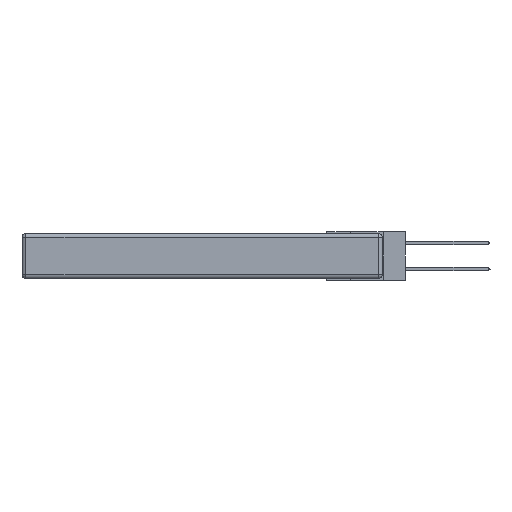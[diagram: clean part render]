
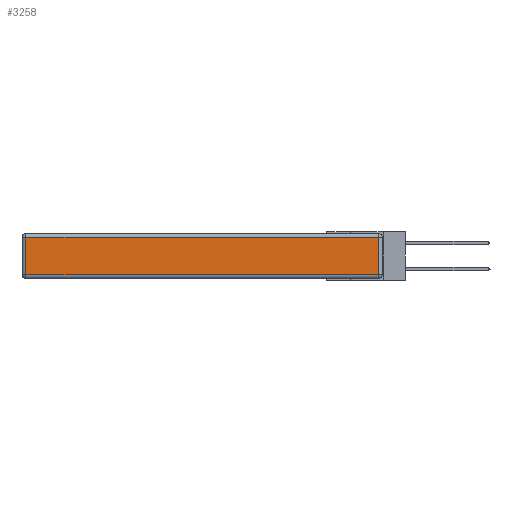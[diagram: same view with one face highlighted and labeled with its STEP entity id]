
A CAD part, left-side view. The second image highlights one B-rep face of the part: STEP entity #3258.
In plain terms, the highlighted planar face has unit normal (-1, 0, 0).
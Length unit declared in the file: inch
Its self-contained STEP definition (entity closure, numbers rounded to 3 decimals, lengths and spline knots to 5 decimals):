
#864 = CARTESIAN_POINT ( 'NONE',  ( 0., 0.03, -0.03 ) ) ;
#979 = CARTESIAN_POINT ( 'NONE',  ( 0., 2.72, -0.03 ) ) ;
#982 = DIRECTION ( 'NONE',  ( 0., 1., 0. ) ) ;
#1071 = VERTEX_POINT ( 'NONE', #979 ) ;
#1275 = DIRECTION ( 'NONE',  ( 0., 0., -1. ) ) ;
#1712 = VERTEX_POINT ( 'NONE', #864 ) ;
#1760 = AXIS2_PLACEMENT_3D ( 'NONE', #10518, #8338, #18218 ) ;
#2864 = CARTESIAN_POINT ( 'NONE',  ( 0., 2.75, -0.03 ) ) ;
#3164 = CARTESIAN_POINT ( 'NONE',  ( 0., 2.72, -0.313 ) ) ;
#3258 = ADVANCED_FACE ( 'NONE', ( #14431 ), #24120, .T. ) ;
#4186 = CARTESIAN_POINT ( 'NONE',  ( 0., 0., -0.313 ) ) ;
#5382 = VECTOR ( 'NONE', #982, 39.37008 ) ;
#5535 = ORIENTED_EDGE ( 'NONE', *, *, #16282, .T. ) ;
#5840 = EDGE_CURVE ( 'NONE', #9437, #1712, #22319, .T. ) ;
#8338 = DIRECTION ( 'NONE',  ( -1., 0., 0. ) ) ;
#8607 = VERTEX_POINT ( 'NONE', #3164 ) ;
#9437 = VERTEX_POINT ( 'NONE', #11697 ) ;
#10518 = CARTESIAN_POINT ( 'NONE',  ( 0., 0., -0.343 ) ) ;
#10815 = EDGE_CURVE ( 'NONE', #1071, #8607, #18675, .T. ) ;
#11697 = CARTESIAN_POINT ( 'NONE',  ( 0., 0.03, -0.313 ) ) ;
#14124 = VECTOR ( 'NONE', #1275, 39.37008 ) ;
#14241 = VECTOR ( 'NONE', #17721, 39.37008 ) ;
#14431 = FACE_OUTER_BOUND ( 'NONE', #25165, .T. ) ;
#15068 = ORIENTED_EDGE ( 'NONE', *, *, #20678, .T. ) ;
#16282 = EDGE_CURVE ( 'NONE', #1712, #1071, #24206, .T. ) ;
#16985 = ORIENTED_EDGE ( 'NONE', *, *, #10815, .T. ) ;
#17721 = DIRECTION ( 'NONE',  ( 0., -1., 0. ) ) ;
#18218 = DIRECTION ( 'NONE',  ( 0., 0., 1. ) ) ;
#18271 = CARTESIAN_POINT ( 'NONE',  ( 0., 0.03, -0.343 ) ) ;
#18675 = LINE ( 'NONE', #24283, #14124 ) ;
#19695 = LINE ( 'NONE', #4186, #14241 ) ;
#19943 = ORIENTED_EDGE ( 'NONE', *, *, #5840, .T. ) ;
#20678 = EDGE_CURVE ( 'NONE', #8607, #9437, #19695, .T. ) ;
#22319 = LINE ( 'NONE', #18271, #24780 ) ;
#24079 = DIRECTION ( 'NONE',  ( 0., 0., 1. ) ) ;
#24120 = PLANE ( 'NONE',  #1760 ) ;
#24206 = LINE ( 'NONE', #2864, #5382 ) ;
#24283 = CARTESIAN_POINT ( 'NONE',  ( 0., 2.72, -0.343 ) ) ;
#24780 = VECTOR ( 'NONE', #24079, 39.37008 ) ;
#25165 = EDGE_LOOP ( 'NONE', ( #15068, #19943, #5535, #16985 ) ) ;
